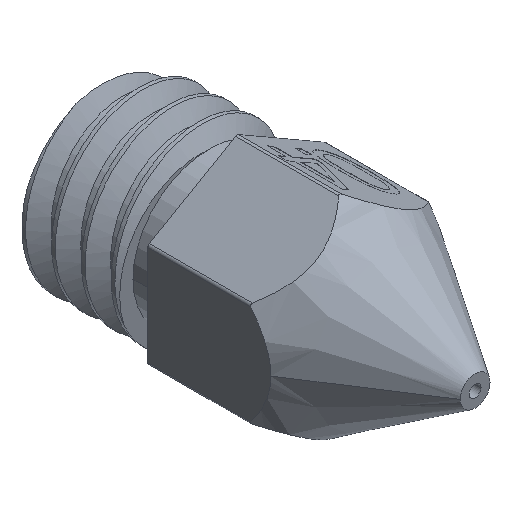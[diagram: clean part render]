
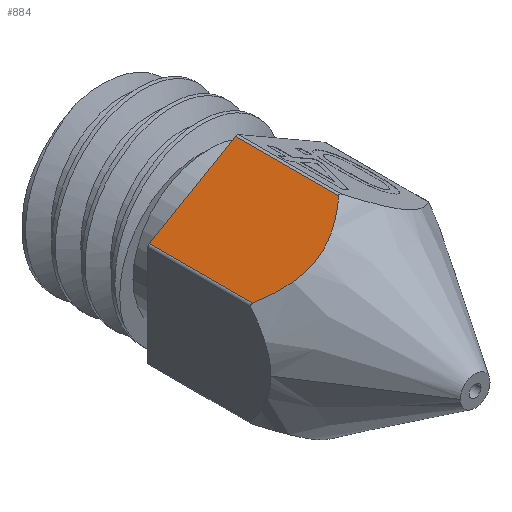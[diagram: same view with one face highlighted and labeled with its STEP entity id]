
A CAD part, isometric view. The second image highlights one B-rep face of the part: STEP entity #884.
In plain terms, the highlighted planar face has unit normal (-0.5, 0, 0.866).
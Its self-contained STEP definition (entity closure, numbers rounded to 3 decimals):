
#39 = VECTOR ( 'NONE', #2670, 1000. ) ;
#170 = LINE ( 'NONE', #207, #39 ) ;
#207 = CARTESIAN_POINT ( 'NONE',  ( -2.95, -6.5, 1.761 ) ) ;
#450 = CARTESIAN_POINT ( 'NONE',  ( -1.767, -2.637, 2.444 ) ) ;
#464 = ORIENTED_EDGE ( 'NONE', *, *, #2208, .T. ) ;
#540 = DIRECTION ( 'NONE',  ( 0.5, 0., -0.866 ) ) ;
#750 = ORIENTED_EDGE ( 'NONE', *, *, #1312, .T. ) ;
#756 = LINE ( 'NONE', #2341, #2503 ) ;
#824 = CARTESIAN_POINT ( 'NONE',  ( 0.375, 1.5, 3.681 ) ) ;
#884 = ADVANCED_FACE ( 'NONE', ( #2152 ), #2972, .F. ) ;
#894 = CARTESIAN_POINT ( 'NONE',  ( -2.95, 1.5, 1.761 ) ) ;
#1018 = EDGE_CURVE ( 'NONE', #3103, #1826, #170, .T. ) ;
#1037 = DIRECTION ( 'NONE',  ( 0.866, 0., 0.5 ) ) ;
#1151 = VERTEX_POINT ( 'NONE', #2108 ) ;
#1200 = VERTEX_POINT ( 'NONE', #2009 ) ;
#1214 = B_SPLINE_CURVE_WITH_KNOTS ( 'NONE', 3,
 ( #1373, #1564, #2661, #3416, #450, #3170, #2296, #1543, #2044, #1505, #3112, #2569 ),
 .UNSPECIFIED., .F., .F.,
 ( 4, 2, 2, 2, 2, 4 ),
 ( 0., 0.001, 0.002, 0.002, 0.003, 0.004 ),
 .UNSPECIFIED. ) ;
#1312 = EDGE_CURVE ( 'NONE', #1200, #1151, #756, .T. ) ;
#1373 = CARTESIAN_POINT ( 'NONE',  ( -2.95, -1.964, 1.761 ) ) ;
#1505 = CARTESIAN_POINT ( 'NONE',  ( -0.487, -2.314, 3.183 ) ) ;
#1543 = CARTESIAN_POINT ( 'NONE',  ( -0.977, -2.55, 2.9 ) ) ;
#1564 = CARTESIAN_POINT ( 'NONE',  ( -2.738, -2.149, 1.883 ) ) ;
#1627 = ORIENTED_EDGE ( 'NONE', *, *, #1018, .T. ) ;
#1747 = EDGE_CURVE ( 'NONE', #1151, #3103, #2163, .T. ) ;
#1826 = VERTEX_POINT ( 'NONE', #2684 ) ;
#1849 = CARTESIAN_POINT ( 'NONE',  ( -1.5, -6.5, 2.598 ) ) ;
#1925 = VECTOR ( 'NONE', #3215, 1000. ) ;
#2009 = CARTESIAN_POINT ( 'NONE',  ( -0.05, -1.964, 3.435 ) ) ;
#2044 = CARTESIAN_POINT ( 'NONE',  ( -0.85, -2.499, 2.973 ) ) ;
#2108 = CARTESIAN_POINT ( 'NONE',  ( -0.05, 1.5, 3.435 ) ) ;
#2152 = FACE_OUTER_BOUND ( 'NONE', #2511, .T. ) ;
#2163 = LINE ( 'NONE', #824, #1925 ) ;
#2208 = EDGE_CURVE ( 'NONE', #1826, #1200, #1214, .T. ) ;
#2296 = CARTESIAN_POINT ( 'NONE',  ( -1.235, -2.619, 2.751 ) ) ;
#2318 = DIRECTION ( 'NONE',  ( 0., 1., 0. ) ) ;
#2341 = CARTESIAN_POINT ( 'NONE',  ( -0.05, -6.5, 3.435 ) ) ;
#2503 = VECTOR ( 'NONE', #2318, 1000. ) ;
#2511 = EDGE_LOOP ( 'NONE', ( #464, #750, #2582, #1627 ) ) ;
#2569 = CARTESIAN_POINT ( 'NONE',  ( -0.05, -1.964, 3.435 ) ) ;
#2582 = ORIENTED_EDGE ( 'NONE', *, *, #1747, .T. ) ;
#2613 = AXIS2_PLACEMENT_3D ( 'NONE', #1849, #540, #1037 ) ;
#2661 = CARTESIAN_POINT ( 'NONE',  ( -2.516, -2.313, 2.012 ) ) ;
#2670 = DIRECTION ( 'NONE',  ( 0., -1., 0. ) ) ;
#2684 = CARTESIAN_POINT ( 'NONE',  ( -2.95, -1.964, 1.761 ) ) ;
#2972 = PLANE ( 'NONE',  #2613 ) ;
#3103 = VERTEX_POINT ( 'NONE', #894 ) ;
#3112 = CARTESIAN_POINT ( 'NONE',  ( -0.263, -2.149, 3.312 ) ) ;
#3170 = CARTESIAN_POINT ( 'NONE',  ( -1.367, -2.637, 2.675 ) ) ;
#3215 = DIRECTION ( 'NONE',  ( -0.866, 0., -0.5 ) ) ;
#3416 = CARTESIAN_POINT ( 'NONE',  ( -2.029, -2.56, 2.292 ) ) ;
